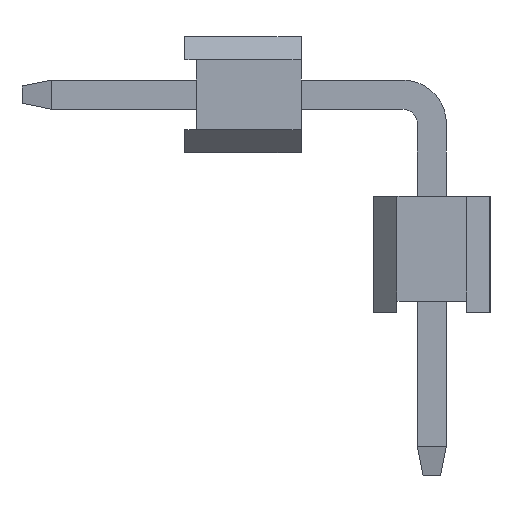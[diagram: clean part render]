
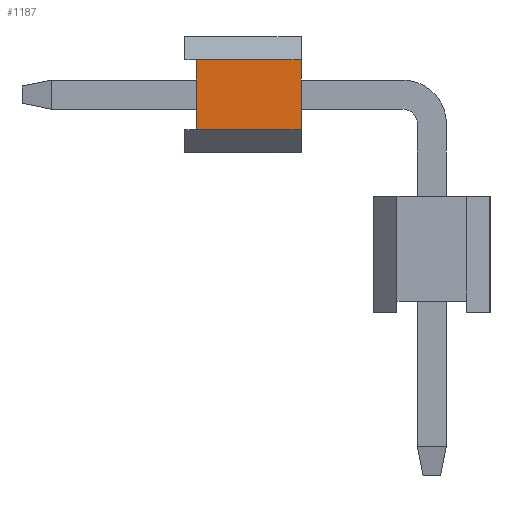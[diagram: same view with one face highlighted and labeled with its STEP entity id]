
A CAD part, left-side view. The second image highlights one B-rep face of the part: STEP entity #1187.
In plain terms, the highlighted planar face has unit normal (-1, 0, 0).
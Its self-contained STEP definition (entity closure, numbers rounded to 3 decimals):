
#203=CARTESIAN_POINT('',(25.,1.8,-0.6));
#204=VERTEX_POINT('',#203);
#211=CARTESIAN_POINT('',(25.,1.8,0.6));
#212=VERTEX_POINT('',#211);
#213=CARTESIAN_POINT('',(25.,1.8,0.6));
#214=DIRECTION('',(0.,0.,-1.));
#215=VECTOR('',#214,1.2);
#216=LINE('',#213,#215);
#217=EDGE_CURVE('',#212,#204,#216,.T.);
#1146=CARTESIAN_POINT('',(25.,0.,-0.6));
#1147=VERTEX_POINT('',#1146);
#1154=CARTESIAN_POINT('',(25.,1.8,-0.6));
#1155=DIRECTION('',(0.,-1.,0.));
#1156=VECTOR('',#1155,1.8);
#1157=LINE('',#1154,#1156);
#1158=EDGE_CURVE('',#204,#1147,#1157,.T.);
#1164=CARTESIAN_POINT('',(25.,1.,0.));
#1165=DIRECTION('',(0.,0.,-1.));
#1166=DIRECTION('',(1.,-0.,0.));
#1167=AXIS2_PLACEMENT_3D('',#1164,#1166,#1165);
#1168=PLANE('',#1167);
#1169=ORIENTED_EDGE('',*,*,#217,.F.);
#1170=CARTESIAN_POINT('',(25.,0.,0.6));
#1171=VERTEX_POINT('',#1170);
#1172=CARTESIAN_POINT('',(25.,0.,0.6));
#1173=DIRECTION('',(0.,1.,0.));
#1174=VECTOR('',#1173,1.8);
#1175=LINE('',#1172,#1174);
#1176=EDGE_CURVE('',#1171,#212,#1175,.T.);
#1177=ORIENTED_EDGE('',*,*,#1176,.F.);
#1178=CARTESIAN_POINT('',(25.,0.,-0.6));
#1179=DIRECTION('',(0.,0.,1.));
#1180=VECTOR('',#1179,1.2);
#1181=LINE('',#1178,#1180);
#1182=EDGE_CURVE('',#1147,#1171,#1181,.T.);
#1183=ORIENTED_EDGE('',*,*,#1182,.F.);
#1184=ORIENTED_EDGE('',*,*,#1158,.F.);
#1185=EDGE_LOOP('',(#1169,#1177,#1183,#1184));
#1186=FACE_OUTER_BOUND('',#1185,.F.);
#1187=ADVANCED_FACE('',(#1186),#1168,.F.);
